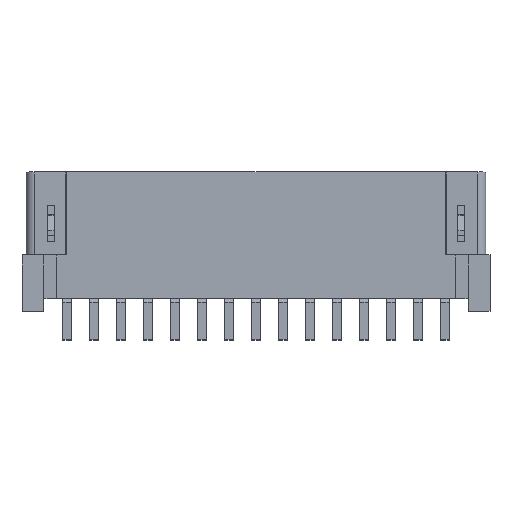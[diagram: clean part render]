
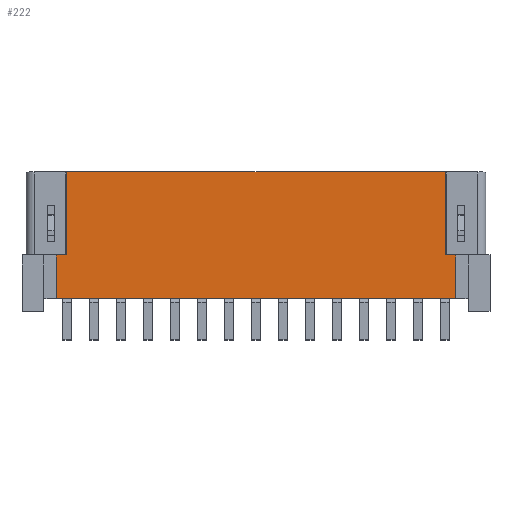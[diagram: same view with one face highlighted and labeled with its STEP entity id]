
A CAD part, top view. The second image highlights one B-rep face of the part: STEP entity #222.
In plain terms, the highlighted planar face has unit normal (0, 0, 1).
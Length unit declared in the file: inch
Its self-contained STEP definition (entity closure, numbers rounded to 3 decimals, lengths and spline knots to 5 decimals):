
#222 = ADVANCED_FACE( '', ( #1106 ), #1107, .F. );
#1106 = FACE_OUTER_BOUND( '', #2867, .T. );
#1107 = PLANE( '', #2868 );
#2867 = EDGE_LOOP( '', ( #4736, #4737, #4738, #4739, #4740, #4741, #4742, #4743 ) );
#2868 = AXIS2_PLACEMENT_3D( '', #4744, #4745, #4746 );
#4736 = ORIENTED_EDGE( '', *, *, #12402, .F. );
#4737 = ORIENTED_EDGE( '', *, *, #12401, .F. );
#4738 = ORIENTED_EDGE( '', *, *, #12403, .F. );
#4739 = ORIENTED_EDGE( '', *, *, #12404, .F. );
#4740 = ORIENTED_EDGE( '', *, *, #12405, .F. );
#4741 = ORIENTED_EDGE( '', *, *, #12406, .T. );
#4742 = ORIENTED_EDGE( '', *, *, #12407, .F. );
#4743 = ORIENTED_EDGE( '', *, *, #12408, .T. );
#4744 = CARTESIAN_POINT( '', ( -0.29128, 0.082, 0.0545 ) );
#4745 = DIRECTION( '', ( 0., 0., -1. ) );
#4746 = DIRECTION( '', ( -1., 0., 0. ) );
#12401 = EDGE_CURVE( '', #15050, #15048, #15052, .T. );
#12402 = EDGE_CURVE( '', #15048, #15053, #15054, .T. );
#12403 = EDGE_CURVE( '', #15055, #15050, #15056, .T. );
#12404 = EDGE_CURVE( '', #15057, #15055, #15058, .T. );
#12405 = EDGE_CURVE( '', #15059, #15057, #15060, .T. );
#12406 = EDGE_CURVE( '', #15059, #15061, #15062, .T. );
#12407 = EDGE_CURVE( '', #15063, #15061, #15064, .T. );
#12408 = EDGE_CURVE( '', #15063, #15053, #15065, .T. );
#15048 = VERTEX_POINT( '', #19417 );
#15050 = VERTEX_POINT( '', #19420 );
#15052 = LINE( '', #19423, #19424 );
#15053 = VERTEX_POINT( '', #19425 );
#15054 = LINE( '', #19426, #19427 );
#15055 = VERTEX_POINT( '', #19428 );
#15056 = LINE( '', #19429, #19430 );
#15057 = VERTEX_POINT( '', #19431 );
#15058 = LINE( '', #19432, #19433 );
#15059 = VERTEX_POINT( '', #19434 );
#15060 = LINE( '', #19435, #19436 );
#15061 = VERTEX_POINT( '', #19437 );
#15062 = LINE( '', #19438, #19439 );
#15063 = VERTEX_POINT( '', #19440 );
#15064 = LINE( '', #19441, #19442 );
#15065 = LINE( '', #19443, #19444 );
#19417 = CARTESIAN_POINT( '', ( 0.29128, 0.018, 0.0545 ) );
#19420 = CARTESIAN_POINT( '', ( 0.29128, 0.082, 0.0545 ) );
#19423 = CARTESIAN_POINT( '', ( 0.29128, 0.082, 0.0545 ) );
#19424 = VECTOR( '', #25789, 39.37008 );
#19425 = CARTESIAN_POINT( '', ( -0.29128, 0.018, 0.0545 ) );
#19426 = CARTESIAN_POINT( '', ( 0.30928, 0.018, 0.0545 ) );
#19427 = VECTOR( '', #25790, 39.37008 );
#19428 = CARTESIAN_POINT( '', ( 0.27578, 0.082, 0.0545 ) );
#19429 = CARTESIAN_POINT( '', ( -0.29128, 0.082, 0.0545 ) );
#19430 = VECTOR( '', #25791, 39.37008 );
#19431 = CARTESIAN_POINT( '', ( 0.27578, 0.203, 0.0545 ) );
#19432 = CARTESIAN_POINT( '', ( 0.27578, 0.203, 0.0545 ) );
#19433 = VECTOR( '', #25792, 39.37008 );
#19434 = CARTESIAN_POINT( '', ( -0.27578, 0.203, 0.0545 ) );
#19435 = CARTESIAN_POINT( '', ( -0.27578, 0.203, 0.0545 ) );
#19436 = VECTOR( '', #25793, 39.37008 );
#19437 = CARTESIAN_POINT( '', ( -0.27578, 0.082, 0.0545 ) );
#19438 = CARTESIAN_POINT( '', ( -0.27578, 0.203, 0.0545 ) );
#19439 = VECTOR( '', #25794, 39.37008 );
#19440 = CARTESIAN_POINT( '', ( -0.29128, 0.082, 0.0545 ) );
#19441 = CARTESIAN_POINT( '', ( -0.29128, 0.082, 0.0545 ) );
#19442 = VECTOR( '', #25795, 39.37008 );
#19443 = CARTESIAN_POINT( '', ( -0.29128, 0.082, 0.0545 ) );
#19444 = VECTOR( '', #25796, 39.37008 );
#25789 = DIRECTION( '', ( 0., -1., 0. ) );
#25790 = DIRECTION( '', ( -1., 0., 0. ) );
#25791 = DIRECTION( '', ( 1., 0., 0. ) );
#25792 = DIRECTION( '', ( 0., -1., 0. ) );
#25793 = DIRECTION( '', ( 1., 0., 0. ) );
#25794 = DIRECTION( '', ( 0., -1., 0. ) );
#25795 = DIRECTION( '', ( 1., 0., 0. ) );
#25796 = DIRECTION( '', ( 0., -1., 0. ) );
